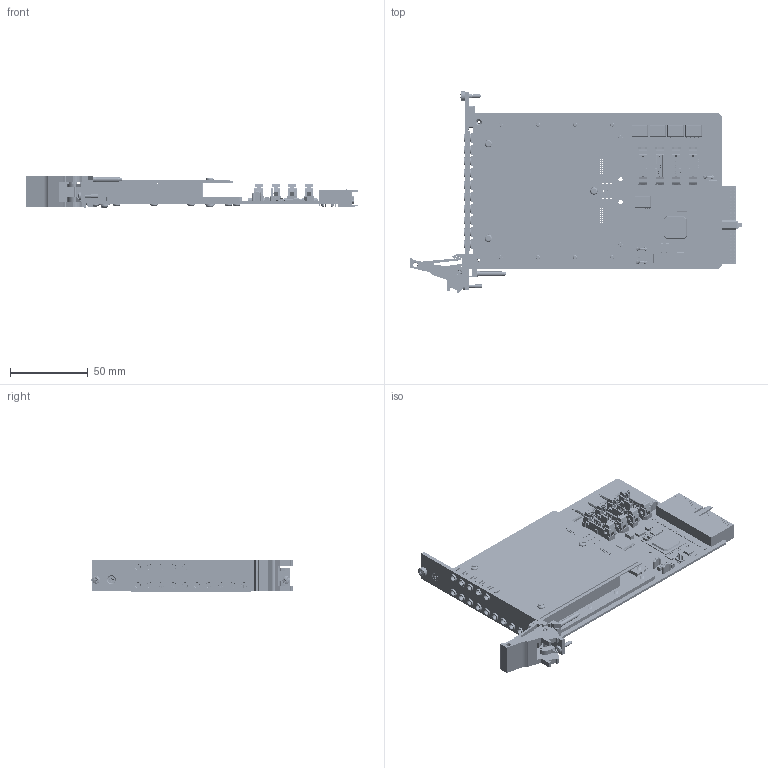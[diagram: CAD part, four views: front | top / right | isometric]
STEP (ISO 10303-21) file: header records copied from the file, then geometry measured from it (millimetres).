
FILE_DESCRIPTION (( 'STEP AP214' ), '1' );
FILE_NAME ('40-832-103 PXI 1 SLT Triple 4CH MUX 75 Ohm MCX.STEP', '2013-09-11T09:27:39', ( 'admin' ), ( '' ), 'SwSTEP 2.0', 'SolidWorks 2012', '' );
FILE_SCHEMA (( 'AUTOMOTIVE_DESIGN' ));
Length unit declared in the file: millimetre
Products named in the file (1): 40-832-103 PXI 1 SLT Triple 4CH MUX 75 Ohm MCX
Bounding box: 214.01 x 129.67 x 20.27 mm (x, y, z)
Surface area: 86755.2 mm2 (no closed solid volume)
Topology: 0 solids, 681 shells, 4177 faces, 18739 edges, 14577 vertices
Faces by surface type: plane 3204, cylinder 761, cone 116, torus 68, bspline 21, sphere 7
Full cylindrical faces by diameter (mm): 0.6 x110, 0.762 x34, 0.8 x73, 0.9 x12, 1 x6, 1.496 x2, 1.524 x8, 2 x5, 2.05 x1, 2.45 x5, 2.5 x3, 2.6 x1, 2.7 x3, 2.8 x1, 3 x3, 3.4 x15, 4.7 x1, 4.85 x16, 5 x4, 5.05 x15, 5.15 x6, 5.3 x1, 5.55 x13, 6 x1, 6.1 x1, 6.8 x3
Entity records: 239425 total; most frequent: CARTESIAN_POINT 47409, DIRECTION 28998, ORIENTED_EDGE 24589, EDGE_CURVE 18097, VERTEX_POINT 14430, VECTOR 13980, LINE 13980, AXIS2_PLACEMENT_3D 7509
